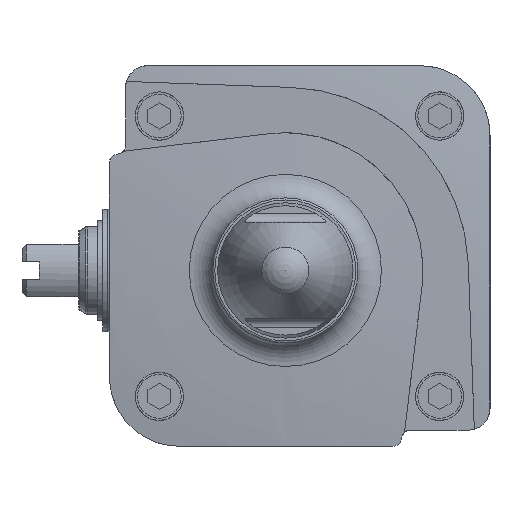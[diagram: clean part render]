
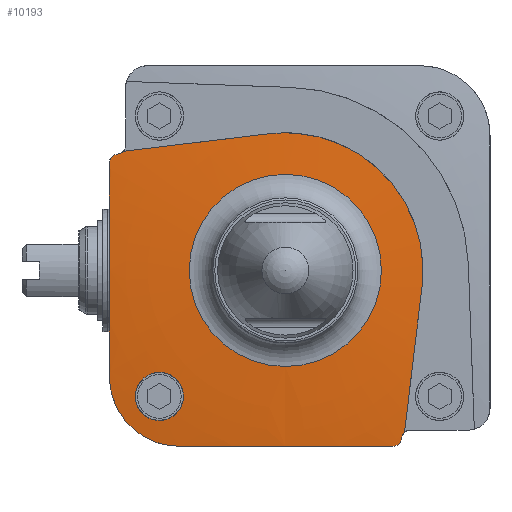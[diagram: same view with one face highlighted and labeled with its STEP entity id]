
A CAD part, left-side view. The second image highlights one B-rep face of the part: STEP entity #10193.
In plain terms, the highlighted toroidal (fillet/blend) face has major radius 4.12 mm and minor radius 341.3 mm.
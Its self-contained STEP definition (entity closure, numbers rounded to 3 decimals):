
#120=DEGENERATE_TOROIDAL_SURFACE('',#10769,4.12,341.3,
 .T.);
#263=B_SPLINE_CURVE_WITH_KNOTS('',3,(#14843,#14844,#14845,#14846),
 .UNSPECIFIED.,.F.,.F.,(4,4),(0.,0.034),
 .UNSPECIFIED.);
#264=B_SPLINE_CURVE_WITH_KNOTS('',3,(#14849,#14850,#14851,#14852,#14853,
#14854,#14855,#14856,#14857,#14858,#14859,#14860,#14861,#14862,#14863),
 .UNSPECIFIED.,.F.,.F.,(4,1,1,1,1,1,1,1,1,1,1,1,4),(0.,0.007,
0.014,0.018,0.021,0.025,
0.028,0.035,0.039,0.042,
0.046,0.05,0.057),.UNSPECIFIED.);
#265=B_SPLINE_CURVE_WITH_KNOTS('',3,(#14865,#14866,#14867,#14868),
 .UNSPECIFIED.,.F.,.F.,(4,4),(0.003,0.037),
 .UNSPECIFIED.);
#266=B_SPLINE_CURVE_WITH_KNOTS('',3,(#14870,#14871,#14872,#14873),
 .UNSPECIFIED.,.F.,.F.,(4,4),(0.,0.001),
 .UNSPECIFIED.);
#267=B_SPLINE_CURVE_WITH_KNOTS('',3,(#14875,#14876,#14877,#14878,#14879),
 .UNSPECIFIED.,.F.,.F.,(4,1,4),(0.,0.001,
0.003),.UNSPECIFIED.);
#268=B_SPLINE_CURVE_WITH_KNOTS('',3,(#14881,#14882,#14883,#14884),
 .UNSPECIFIED.,.F.,.F.,(4,4),(2.138,2.187),
 .UNSPECIFIED.);
#269=B_SPLINE_CURVE_WITH_KNOTS('',3,(#14886,#14887,#14888,#14889,#14890,
#14891,#14892,#14893,#14894,#14895),.UNSPECIFIED.,.F.,.F.,(4,1,1,1,1,1,
1,4),(0.,0.003,0.006,0.009,
0.013,0.016,0.019,0.025),
 .UNSPECIFIED.);
#270=B_SPLINE_CURVE_WITH_KNOTS('',3,(#14897,#14898,#14899,#14900),
 .UNSPECIFIED.,.F.,.F.,(4,4),(2.138,2.187),
 .UNSPECIFIED.);
#271=B_SPLINE_CURVE_WITH_KNOTS('',3,(#14902,#14903,#14904,#14905,#14906),
 .UNSPECIFIED.,.F.,.F.,(4,1,4),(0.,0.001,
0.003),.UNSPECIFIED.);
#272=B_SPLINE_CURVE_WITH_KNOTS('',3,(#14908,#14909,#14910,#14911),
 .UNSPECIFIED.,.F.,.F.,(4,4),(0.001,0.003),
 .UNSPECIFIED.);
#273=B_SPLINE_CURVE_WITH_KNOTS('',3,(#14912,#14913,#14914,#14915,#14916,
#14917,#14918,#14919,#14920,#14921,#14922),.UNSPECIFIED.,.T.,.F.,(1,1,1,
1,1,1,1,1,1,1,1,1,1,1,1),(-0.013,-0.009,-0.004,
0.,0.004,0.009,0.013,0.017,
0.022,0.026,0.03,0.035,
0.039,0.043,0.047),.UNSPECIFIED.);
#1996=ORIENTED_EDGE('',*,*,#3930,.T.);
#1997=ORIENTED_EDGE('',*,*,#3931,.F.);
#1998=ORIENTED_EDGE('',*,*,#3932,.T.);
#1999=ORIENTED_EDGE('',*,*,#3933,.F.);
#2000=ORIENTED_EDGE('',*,*,#3934,.F.);
#2001=ORIENTED_EDGE('',*,*,#3935,.T.);
#2002=ORIENTED_EDGE('',*,*,#3936,.T.);
#2003=ORIENTED_EDGE('',*,*,#3937,.T.);
#2004=ORIENTED_EDGE('',*,*,#3938,.T.);
#2005=ORIENTED_EDGE('',*,*,#3939,.T.);
#2006=ORIENTED_EDGE('',*,*,#3940,.F.);
#2007=ORIENTED_EDGE('',*,*,#3941,.T.);
#3930=EDGE_CURVE('',#4864,#4864,#5371,.T.);
#3931=EDGE_CURVE('',#4865,#4866,#263,.T.);
#3932=EDGE_CURVE('',#4865,#4867,#264,.T.);
#3933=EDGE_CURVE('',#4868,#4867,#265,.T.);
#3934=EDGE_CURVE('',#4869,#4868,#266,.T.);
#3935=EDGE_CURVE('',#4869,#4870,#267,.T.);
#3936=EDGE_CURVE('',#4870,#4871,#268,.T.);
#3937=EDGE_CURVE('',#4871,#4872,#269,.T.);
#3938=EDGE_CURVE('',#4872,#4873,#270,.T.);
#3939=EDGE_CURVE('',#4873,#4874,#271,.T.);
#3940=EDGE_CURVE('',#4866,#4874,#272,.T.);
#3941=EDGE_CURVE('',#4875,#4875,#273,.T.);
#4864=VERTEX_POINT('',#14842);
#4865=VERTEX_POINT('',#14847);
#4866=VERTEX_POINT('',#14848);
#4867=VERTEX_POINT('',#14864);
#4868=VERTEX_POINT('',#14869);
#4869=VERTEX_POINT('',#14874);
#4870=VERTEX_POINT('',#14880);
#4871=VERTEX_POINT('',#14885);
#4872=VERTEX_POINT('',#14896);
#4873=VERTEX_POINT('',#14901);
#4874=VERTEX_POINT('',#14907);
#4875=VERTEX_POINT('',#14923);
#5371=CIRCLE('',#10770,21.966);
#5703=EDGE_LOOP('',(#1996));
#5704=EDGE_LOOP('',(#1997,#1998,#1999,#2000,#2001,#2002,#2003,#2004,#2005,
#2006));
#5705=EDGE_LOOP('',(#2007));
#6305=FACE_BOUND('',#5703,.T.);
#6306=FACE_BOUND('',#5704,.T.);
#6307=FACE_BOUND('',#5705,.T.);
#10193=ADVANCED_FACE('',(#6305,#6306,#6307),#120,.T.);
#10769=AXIS2_PLACEMENT_3D('',#14840,#11938,#11939);
#10770=AXIS2_PLACEMENT_3D('',#14841,#11940,#11941);
#11938=DIRECTION('',(1.,0.,0.));
#11939=DIRECTION('',(0.,0.,-1.));
#11940=DIRECTION('',(1.,0.,0.));
#11941=DIRECTION('',(0.,0.,-1.));
#14840=CARTESIAN_POINT('',(242.97,0.,0.));
#14841=CARTESIAN_POINT('',(-97.863,0.,0.));
#14842=CARTESIAN_POINT('',(-97.863,0.,-21.966));
#14843=CARTESIAN_POINT('',(-97.232,-31.256,-3.666));
#14844=CARTESIAN_POINT('',(-97.235,-29.92,-14.804));
#14845=CARTESIAN_POINT('',(-96.761,-28.586,-25.925));
#14846=CARTESIAN_POINT('',(-95.755,-27.255,-37.019));
#14847=CARTESIAN_POINT('',(-97.232,-31.256,-3.666));
#14848=CARTESIAN_POINT('',(-95.755,-27.255,-37.019));
#14849=CARTESIAN_POINT('',(-97.232,-31.256,-3.666));
#14850=CARTESIAN_POINT('',(-97.232,-31.534,-1.291));
#14851=CARTESIAN_POINT('',(-97.232,-31.553,3.421));
#14852=CARTESIAN_POINT('',(-97.232,-30.231,9.289));
#14853=CARTESIAN_POINT('',(-97.232,-28.435,13.638));
#14854=CARTESIAN_POINT('',(-97.232,-26.71,16.77));
#14855=CARTESIAN_POINT('',(-97.232,-24.641,19.681));
#14856=CARTESIAN_POINT('',(-97.232,-21.505,23.189));
#14857=CARTESIAN_POINT('',(-97.232,-17.734,26.185));
#14858=CARTESIAN_POINT('',(-97.232,-13.61,28.448));
#14859=CARTESIAN_POINT('',(-97.232,-10.302,29.808));
#14860=CARTESIAN_POINT('',(-97.232,-6.868,30.779));
#14861=CARTESIAN_POINT('',(-97.232,-2.223,31.546));
#14862=CARTESIAN_POINT('',(-97.232,1.385,31.53));
#14863=CARTESIAN_POINT('',(-97.232,3.759,31.245));
#14864=CARTESIAN_POINT('',(-97.232,3.759,31.245));
#14865=CARTESIAN_POINT('',(-95.754,37.031,27.242));
#14866=CARTESIAN_POINT('',(-96.758,25.965,28.573));
#14867=CARTESIAN_POINT('',(-97.232,14.873,29.908));
#14868=CARTESIAN_POINT('',(-97.232,3.759,31.245));
#14869=CARTESIAN_POINT('',(-95.754,37.031,27.242));
#14870=CARTESIAN_POINT('',(-95.667,38.35,26.604));
#14871=CARTESIAN_POINT('',(-95.716,37.848,26.642));
#14872=CARTESIAN_POINT('',(-95.747,37.37,26.874));
#14873=CARTESIAN_POINT('',(-95.754,37.031,27.242));
#14874=CARTESIAN_POINT('',(-95.667,38.35,26.604));
#14875=CARTESIAN_POINT('',(-95.667,38.35,26.604));
#14876=CARTESIAN_POINT('',(-95.618,38.85,26.567));
#14877=CARTESIAN_POINT('',(-95.55,39.805,26.103));
#14878=CARTESIAN_POINT('',(-95.575,40.2,25.113));
#14879=CARTESIAN_POINT('',(-95.609,40.2,24.61));
#14880=CARTESIAN_POINT('',(-95.609,40.2,24.61));
#14881=CARTESIAN_POINT('',(-95.609,40.2,24.61));
#14882=CARTESIAN_POINT('',(-96.686,40.2,8.367));
#14883=CARTESIAN_POINT('',(-96.694,40.2,-7.96));
#14884=CARTESIAN_POINT('',(-95.635,40.2,-24.2));
#14885=CARTESIAN_POINT('',(-95.635,40.2,-24.2));
#14886=CARTESIAN_POINT('',(-95.635,40.2,-24.2));
#14887=CARTESIAN_POINT('',(-95.567,40.2,-25.255));
#14888=CARTESIAN_POINT('',(-95.445,39.997,-27.325));
#14889=CARTESIAN_POINT('',(-95.306,39.076,-30.367));
#14890=CARTESIAN_POINT('',(-95.221,37.602,-33.127));
#14891=CARTESIAN_POINT('',(-95.192,35.586,-35.588));
#14892=CARTESIAN_POINT('',(-95.221,33.161,-37.579));
#14893=CARTESIAN_POINT('',(-95.334,29.441,-39.573));
#14894=CARTESIAN_POINT('',(-95.498,26.31,-40.2));
#14895=CARTESIAN_POINT('',(-95.635,24.2,-40.2));
#14896=CARTESIAN_POINT('',(-95.635,24.2,-40.2));
#14897=CARTESIAN_POINT('',(-95.635,24.2,-40.2));
#14898=CARTESIAN_POINT('',(-96.694,7.956,-40.2));
#14899=CARTESIAN_POINT('',(-96.686,-8.371,-40.2));
#14900=CARTESIAN_POINT('',(-95.609,-24.61,-40.2));
#14901=CARTESIAN_POINT('',(-95.609,-24.61,-40.2));
#14902=CARTESIAN_POINT('',(-95.609,-24.61,-40.2));
#14903=CARTESIAN_POINT('',(-95.575,-25.113,-40.2));
#14904=CARTESIAN_POINT('',(-95.55,-26.102,-39.807));
#14905=CARTESIAN_POINT('',(-95.618,-26.567,-38.85));
#14906=CARTESIAN_POINT('',(-95.667,-26.604,-38.35));
#14907=CARTESIAN_POINT('',(-95.667,-26.604,-38.35));
#14908=CARTESIAN_POINT('',(-95.755,-27.255,-37.019));
#14909=CARTESIAN_POINT('',(-95.748,-26.88,-37.359));
#14910=CARTESIAN_POINT('',(-95.716,-26.643,-37.843));
#14911=CARTESIAN_POINT('',(-95.667,-26.604,-38.35));
#14912=CARTESIAN_POINT('',(-96.78,22.703,-28.852));
#14913=CARTESIAN_POINT('',(-96.317,24.523,-33.144));
#14914=CARTESIAN_POINT('',(-95.85,28.832,-34.902));
#14915=CARTESIAN_POINT('',(-95.655,33.145,-33.094));
#14916=CARTESIAN_POINT('',(-95.856,34.904,-28.752));
#14917=CARTESIAN_POINT('',(-96.326,33.085,-24.466));
#14918=CARTESIAN_POINT('',(-96.785,28.784,-22.705));
#14919=CARTESIAN_POINT('',(-96.972,24.463,-24.511));
#14920=CARTESIAN_POINT('',(-96.78,22.703,-28.852));
#14921=CARTESIAN_POINT('',(-96.317,24.523,-33.144));
#14922=CARTESIAN_POINT('',(-95.85,28.832,-34.902));
#14923=CARTESIAN_POINT('',(-96.316,24.938,-32.722));
